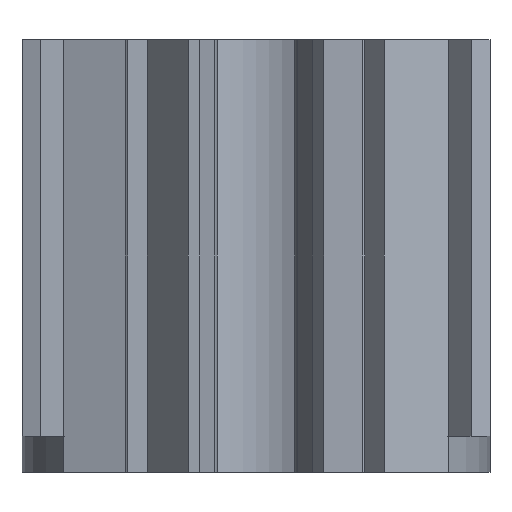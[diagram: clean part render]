
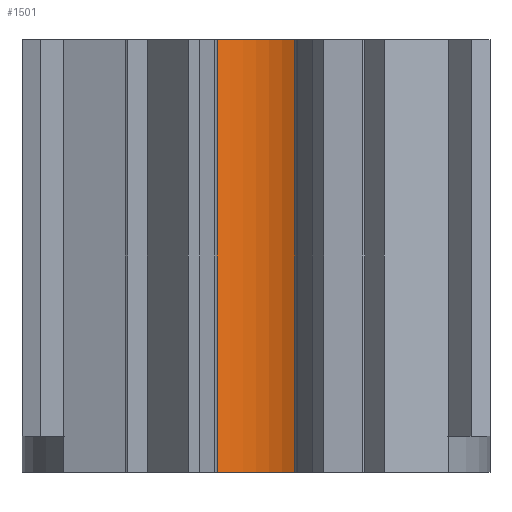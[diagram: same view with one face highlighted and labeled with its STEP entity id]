
A CAD part, left-side view. The second image highlights one B-rep face of the part: STEP entity #1501.
In plain terms, the highlighted cylindrical face has radius 2.15 mm (diameter 4.3 mm), a partial arc.
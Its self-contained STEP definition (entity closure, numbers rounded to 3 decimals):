
#113=FACE_OUTER_BOUND('',#191,.T.);
#191=EDGE_LOOP('',(#1161,#1162,#1163,#1164));
#330=LINE('',#2278,#526);
#331=LINE('',#2284,#527);
#526=VECTOR('',#1842,10.);
#527=VECTOR('',#1849,10.);
#639=CIRCLE('',#1604,2.15);
#640=CIRCLE('',#1605,2.15);
#728=VERTEX_POINT('',#2274);
#729=VERTEX_POINT('',#2276);
#730=VERTEX_POINT('',#2280);
#731=VERTEX_POINT('',#2282);
#900=EDGE_CURVE('',#728,#729,#330,.T.);
#901=EDGE_CURVE('',#728,#730,#639,.T.);
#902=EDGE_CURVE('',#731,#729,#640,.T.);
#903=EDGE_CURVE('',#730,#731,#331,.T.);
#1161=ORIENTED_EDGE('',*,*,#901,.F.);
#1162=ORIENTED_EDGE('',*,*,#900,.T.);
#1163=ORIENTED_EDGE('',*,*,#902,.F.);
#1164=ORIENTED_EDGE('',*,*,#903,.F.);
#1462=CYLINDRICAL_SURFACE('',#1603,2.15);
#1501=ADVANCED_FACE('',(#113),#1462,.F.);
#1603=AXIS2_PLACEMENT_3D('',#2279,#1843,#1844);
#1604=AXIS2_PLACEMENT_3D('',#2281,#1845,#1846);
#1605=AXIS2_PLACEMENT_3D('',#2283,#1847,#1848);
#1842=DIRECTION('',(0.,0.,1.));
#1843=DIRECTION('center_axis',(0.,0.,1.));
#1844=DIRECTION('ref_axis',(1.,0.,0.));
#1845=DIRECTION('center_axis',(0.,0.,1.));
#1846=DIRECTION('ref_axis',(1.,0.,0.));
#1847=DIRECTION('center_axis',(0.,0.,-1.));
#1848=DIRECTION('ref_axis',(1.,0.,0.));
#1849=DIRECTION('',(0.,0.,1.));
#2274=CARTESIAN_POINT('',(12.039,-1.923,0.));
#2276=CARTESIAN_POINT('',(12.039,-1.923,12.));
#2278=CARTESIAN_POINT('',(12.039,-1.923,0.));
#2279=CARTESIAN_POINT('Origin',(13.,0.,0.));
#2280=CARTESIAN_POINT('',(12.039,1.923,0.));
#2281=CARTESIAN_POINT('Origin',(13.,0.,0.));
#2282=CARTESIAN_POINT('',(12.039,1.923,12.));
#2283=CARTESIAN_POINT('Origin',(13.,0.,12.));
#2284=CARTESIAN_POINT('',(12.039,1.923,0.));
